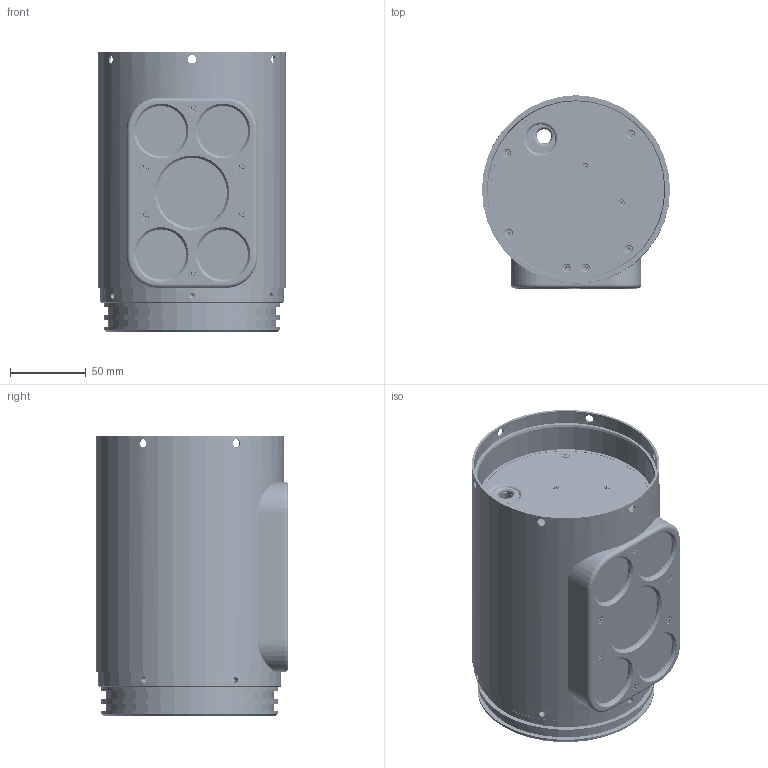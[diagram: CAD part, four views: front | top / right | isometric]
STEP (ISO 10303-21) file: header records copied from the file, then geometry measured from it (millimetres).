
FILE_DESCRIPTION(/* description */ (''),/* implementation_level */ '2;1');
FILE_NAME(/* name */ 'RiptideMicroCam.stp',/* time_stamp */ '2021-02-22T12:32:49-05:00',/* author */ ('lfrey'),/* organization */ (''),/* preprocessor_version */ 'ST-DEVELOPER v17',/* originating_system */ 'Autodesk Inventor 2019',/* authorisation */ '');
FILE_SCHEMA (('CONFIG_CONTROL_DESIGN'));
Products named in the file (38): RiptideMicroCam; Computar_V0828-MPY2; MicroCameraWindow; MicroCameraHousing; RiptideLEDArray; AR5800-000-030 Rev A; Board_AR5800-000-030_Rev_A; LUXEON_Z_ES_20180226; AR5800-000-031 Rev A; Board_AR5800-000-031_Rev_A; MicroLEDWindow; WindowRetainer; ANSI B18.6.3 - 6-32 x 3/8; LEDWedge_5deg; FwdMountingPlate; MicroCameraChassis; AR9800-00-032 Rev A; Board_AR9800-00-032_Rev_A; cap_0603; cap_1206; capae-10.3x10.3h10.5; TO-277A; 430450412; 2125280801; 532530870; 532530470; sot323; res_0603; RPA60-FW; sot223-4; ANSI B18.6.7M - M2.5x0.45 x 8; IFI 513 - M2.5x0.45 x 8; IFI 513 - M3x0.5 x 8; IFI 513 - M3x0.5 x 10; TubeSpacer; FeedthruTube; RJ45 Jack; IFI 513 - M2x0.4 x 8
Assembly tree (138 placements, depth 4):
  RiptideMicroCam
    Computar_V0828-MPY2
    MicroCameraWindow
    MicroCameraHousing
    RiptideLEDArray  x4
      AR5800-000-030 Rev A
        Board_AR5800-000-030_Rev_A
        LUXEON_Z_ES_20180226  x54
      AR5800-000-031 Rev A
        Board_AR5800-000-031_Rev_A
    MicroLEDWindow  x4
    WindowRetainer
    ANSI B18.6.3 - 6-32 x 3/8  x6
    LEDWedge_5deg  x5
    FwdMountingPlate
    MicroCameraChassis
    AR9800-00-032 Rev A
      Board_AR9800-00-032_Rev_A
      cap_0603  x10
      cap_1206  x5
      capae-10.3x10.3h10.5  x2
      TO-277A
      430450412  x3
      2125280801
      532530870  x2
      532530470
      sot323
      res_0603  x2
      RPA60-FW
      sot223-4
    ANSI B18.6.7M - M2.5x0.45 x 8  x6
    IFI 513 - M2.5x0.45 x 8  x6
    IFI 513 - M3x0.5 x 8  x2
    IFI 513 - M3x0.5 x 10  x2
    TubeSpacer  x2
    FeedthruTube
    RJ45 Jack
    IFI 513 - M2x0.4 x 8  x2
Bounding box: 123.77 x 126.8 x 184.15 mm (x, y, z)
Volume: 660924.7 mm3; surface area: 332491.9 mm2
Topology: 309 solids, 309 shells, 19600 faces, 52234 edges, 34410 vertices
Faces by surface type: plane 13924, cylinder 4958, cone 410, torus 166, bspline 118, sphere 24
Full cylindrical faces by diameter (mm): 0.3 x103, 0.301 x8, 0.486 x25, 0.8 x20, 0.86 x6, 0.9 x8, 0.97 x8, 1 x6, 1.05 x12, 1.143 x20, 1.2 x1, 1.3 x6, 1.4 x1, 1.5 x6, 1.8 x1, 2 x24, 2.032 x22, 2.286 x2, 2.5 x16, 2.54 x10, 2.794 x11, 3 x6, 3.1 x2, 3.175 x4, 3.302 x10, 3.5 x2, 3.505 x6, 4.064 x6, 4.4 x6, 5 x6
Entity records: 126330 total; most frequent: CARTESIAN_POINT 27357, ORIENTED_EDGE 20054, DIRECTION 19507, EDGE_CURVE 10027, LINE 7033, VECTOR 7033, VERTEX_POINT 6523, AXIS2_PLACEMENT_3D 6237
